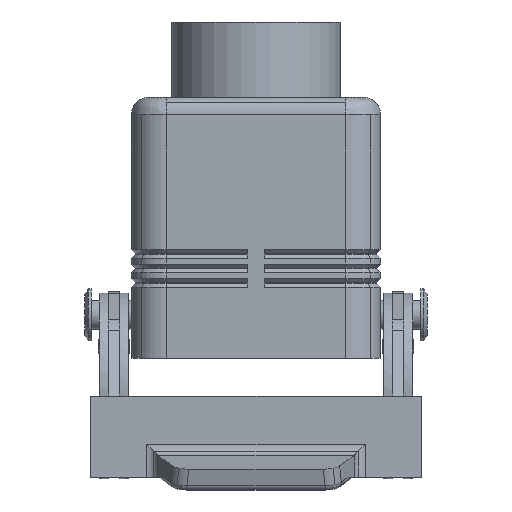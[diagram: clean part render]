
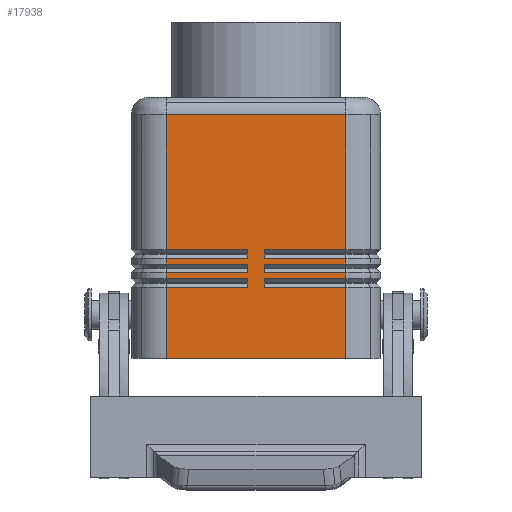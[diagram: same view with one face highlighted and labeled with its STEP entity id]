
A CAD part, left-side view. The second image highlights one B-rep face of the part: STEP entity #17938.
In plain terms, the highlighted planar face has unit normal (-1, 0, 0).
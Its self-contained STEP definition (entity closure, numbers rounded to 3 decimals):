
#1730=CARTESIAN_POINT('',(-36.5,-15.5,12.25));
#1731=VERTEX_POINT('',#1730);
#1958=CARTESIAN_POINT('',(-36.5,-15.5,14.75));
#1959=VERTEX_POINT('',#1958);
#2218=CARTESIAN_POINT('',(-36.5,-15.5,17.25));
#2219=VERTEX_POINT('',#2218);
#2260=CARTESIAN_POINT('',(-36.5,15.5,13.75));
#2261=VERTEX_POINT('',#2260);
#2656=CARTESIAN_POINT('',(-36.5,15.5,16.25));
#2657=VERTEX_POINT('',#2656);
#2840=CARTESIAN_POINT('',(-36.5,15.5,18.75));
#2841=VERTEX_POINT('',#2840);
#15129=CARTESIAN_POINT('',(-36.5,-15.5,42.));
#15130=VERTEX_POINT('',#15129);
#15233=CARTESIAN_POINT('',(-36.5,15.5,42.0));
#15234=VERTEX_POINT('',#15233);
#15242=CARTESIAN_POINT('',(-36.5,15.5,42.0));
#15243=DIRECTION('',(0.0,-1.0,0.0));
#15244=VECTOR('',#15243,31.);
#15245=LINE('',#15242,#15244);
#15246=EDGE_CURVE('',#15234,#15130,#15245,.T.);
#17363=CARTESIAN_POINT('',(-36.5,15.5,17.25));
#17364=VERTEX_POINT('',#17363);
#17371=CARTESIAN_POINT('',(-36.5,1.5,17.25));
#17372=VERTEX_POINT('',#17371);
#17373=CARTESIAN_POINT('',(-36.5,15.5,17.25));
#17374=DIRECTION('',(0.0,-1.0,0.0));
#17375=VECTOR('',#17374,14.);
#17376=LINE('',#17373,#17375);
#17377=EDGE_CURVE('',#17364,#17372,#17376,.T.);
#17601=CARTESIAN_POINT('',(-36.5,1.5,18.75));
#17602=VERTEX_POINT('',#17601);
#17609=CARTESIAN_POINT('',(-36.5,1.5,18.75));
#17610=DIRECTION('',(0.0,1.0,0.0));
#17611=VECTOR('',#17610,14.);
#17612=LINE('',#17609,#17611);
#17613=EDGE_CURVE('',#17602,#2841,#17612,.T.);
#17624=CARTESIAN_POINT('',(-36.5,15.5,14.75));
#17625=VERTEX_POINT('',#17624);
#17657=CARTESIAN_POINT('',(-36.5,1.5,14.75));
#17658=VERTEX_POINT('',#17657);
#17659=CARTESIAN_POINT('',(-36.5,15.5,14.75));
#17660=DIRECTION('',(0.0,-1.0,0.0));
#17661=VECTOR('',#17660,14.);
#17662=LINE('',#17659,#17661);
#17663=EDGE_CURVE('',#17625,#17658,#17662,.T.);
#17753=CARTESIAN_POINT('',(-36.5,0.0,45.0));
#17754=DIRECTION('',(-1.0,0.0,0.0));
#17755=DIRECTION('',(0.0,0.0,1.0));
#17756=AXIS2_PLACEMENT_3D('',#17753,#17754,#17755);
#17757=PLANE('',#17756);
#17758=ORIENTED_EDGE('',*,*,#15246,.F.);
#17759=CARTESIAN_POINT('',(-36.5,15.5,18.75));
#17760=DIRECTION('',(0.0,0.0,1.0));
#17761=VECTOR('',#17760,23.25);
#17762=LINE('',#17759,#17761);
#17763=EDGE_CURVE('',#2841,#15234,#17762,.T.);
#17764=ORIENTED_EDGE('',*,*,#17763,.F.);
#17765=ORIENTED_EDGE('',*,*,#17613,.F.);
#17766=CARTESIAN_POINT('',(-36.5,1.5,17.25));
#17767=DIRECTION('',(0.0,0.0,1.0));
#17768=VECTOR('',#17767,1.5);
#17769=LINE('',#17766,#17768);
#17770=EDGE_CURVE('',#17372,#17602,#17769,.T.);
#17771=ORIENTED_EDGE('',*,*,#17770,.F.);
#17772=ORIENTED_EDGE('',*,*,#17377,.F.);
#17773=CARTESIAN_POINT('',(-36.5,15.5,16.25));
#17774=DIRECTION('',(0.0,0.0,1.0));
#17775=VECTOR('',#17774,1.);
#17776=LINE('',#17773,#17775);
#17777=EDGE_CURVE('',#2657,#17364,#17776,.T.);
#17778=ORIENTED_EDGE('',*,*,#17777,.F.);
#17779=CARTESIAN_POINT('',(-36.5,1.5,16.25));
#17780=VERTEX_POINT('',#17779);
#17781=CARTESIAN_POINT('',(-36.5,1.5,16.25));
#17782=DIRECTION('',(0.0,1.0,0.0));
#17783=VECTOR('',#17782,14.);
#17784=LINE('',#17781,#17783);
#17785=EDGE_CURVE('',#17780,#2657,#17784,.T.);
#17786=ORIENTED_EDGE('',*,*,#17785,.F.);
#17787=CARTESIAN_POINT('',(-36.5,1.5,14.75));
#17788=DIRECTION('',(0.0,0.0,1.0));
#17789=VECTOR('',#17788,1.5);
#17790=LINE('',#17787,#17789);
#17791=EDGE_CURVE('',#17658,#17780,#17790,.T.);
#17792=ORIENTED_EDGE('',*,*,#17791,.F.);
#17793=ORIENTED_EDGE('',*,*,#17663,.F.);
#17794=CARTESIAN_POINT('',(-36.5,15.5,13.75));
#17795=DIRECTION('',(0.0,0.0,1.0));
#17796=VECTOR('',#17795,1.);
#17797=LINE('',#17794,#17796);
#17798=EDGE_CURVE('',#2261,#17625,#17797,.T.);
#17799=ORIENTED_EDGE('',*,*,#17798,.F.);
#17800=CARTESIAN_POINT('',(-36.5,1.5,13.75));
#17801=VERTEX_POINT('',#17800);
#17802=CARTESIAN_POINT('',(-36.5,1.5,13.75));
#17803=DIRECTION('',(0.0,1.0,0.0));
#17804=VECTOR('',#17803,14.);
#17805=LINE('',#17802,#17804);
#17806=EDGE_CURVE('',#17801,#2261,#17805,.T.);
#17807=ORIENTED_EDGE('',*,*,#17806,.F.);
#17808=CARTESIAN_POINT('',(-36.5,1.5,12.25));
#17809=VERTEX_POINT('',#17808);
#17810=CARTESIAN_POINT('',(-36.5,1.5,12.25));
#17811=DIRECTION('',(0.0,0.0,1.0));
#17812=VECTOR('',#17811,1.5);
#17813=LINE('',#17810,#17812);
#17814=EDGE_CURVE('',#17809,#17801,#17813,.T.);
#17815=ORIENTED_EDGE('',*,*,#17814,.F.);
#17816=CARTESIAN_POINT('',(-36.5,15.5,12.25));
#17817=VERTEX_POINT('',#17816);
#17818=CARTESIAN_POINT('',(-36.5,15.5,12.25));
#17819=DIRECTION('',(0.0,-1.0,0.0));
#17820=VECTOR('',#17819,14.);
#17821=LINE('',#17818,#17820);
#17822=EDGE_CURVE('',#17817,#17809,#17821,.T.);
#17823=ORIENTED_EDGE('',*,*,#17822,.F.);
#17824=CARTESIAN_POINT('',(-36.5,15.5,0.0));
#17825=VERTEX_POINT('',#17824);
#17826=CARTESIAN_POINT('',(-36.5,15.5,0.0));
#17827=DIRECTION('',(0.0,0.0,1.0));
#17828=VECTOR('',#17827,12.25);
#17829=LINE('',#17826,#17828);
#17830=EDGE_CURVE('',#17825,#17817,#17829,.T.);
#17831=ORIENTED_EDGE('',*,*,#17830,.F.);
#17832=CARTESIAN_POINT('',(-36.5,-15.5,0.0));
#17833=VERTEX_POINT('',#17832);
#17834=CARTESIAN_POINT('',(-36.5,-15.5,0.0));
#17835=DIRECTION('',(0.0,1.0,0.0));
#17836=VECTOR('',#17835,31.);
#17837=LINE('',#17834,#17836);
#17838=EDGE_CURVE('',#17833,#17825,#17837,.T.);
#17839=ORIENTED_EDGE('',*,*,#17838,.F.);
#17840=CARTESIAN_POINT('',(-36.5,-15.5,12.25));
#17841=DIRECTION('',(0.0,0.0,-1.0));
#17842=VECTOR('',#17841,12.25);
#17843=LINE('',#17840,#17842);
#17844=EDGE_CURVE('',#1731,#17833,#17843,.T.);
#17845=ORIENTED_EDGE('',*,*,#17844,.F.);
#17846=CARTESIAN_POINT('',(-36.5,-1.5,12.25));
#17847=VERTEX_POINT('',#17846);
#17848=CARTESIAN_POINT('',(-36.5,-1.5,12.25));
#17849=DIRECTION('',(0.0,-1.0,0.0));
#17850=VECTOR('',#17849,14.);
#17851=LINE('',#17848,#17850);
#17852=EDGE_CURVE('',#17847,#1731,#17851,.T.);
#17853=ORIENTED_EDGE('',*,*,#17852,.F.);
#17854=CARTESIAN_POINT('',(-36.5,-1.5,13.75));
#17855=VERTEX_POINT('',#17854);
#17856=CARTESIAN_POINT('',(-36.5,-1.5,13.75));
#17857=DIRECTION('',(0.0,0.0,-1.0));
#17858=VECTOR('',#17857,1.5);
#17859=LINE('',#17856,#17858);
#17860=EDGE_CURVE('',#17855,#17847,#17859,.T.);
#17861=ORIENTED_EDGE('',*,*,#17860,.F.);
#17862=CARTESIAN_POINT('',(-36.5,-15.5,13.75));
#17863=VERTEX_POINT('',#17862);
#17864=CARTESIAN_POINT('',(-36.5,-15.5,13.75));
#17865=DIRECTION('',(0.0,1.0,0.0));
#17866=VECTOR('',#17865,14.);
#17867=LINE('',#17864,#17866);
#17868=EDGE_CURVE('',#17863,#17855,#17867,.T.);
#17869=ORIENTED_EDGE('',*,*,#17868,.F.);
#17870=CARTESIAN_POINT('',(-36.5,-15.5,14.75));
#17871=DIRECTION('',(0.0,0.0,-1.0));
#17872=VECTOR('',#17871,1.);
#17873=LINE('',#17870,#17872);
#17874=EDGE_CURVE('',#1959,#17863,#17873,.T.);
#17875=ORIENTED_EDGE('',*,*,#17874,.F.);
#17876=CARTESIAN_POINT('',(-36.5,-1.5,14.75));
#17877=VERTEX_POINT('',#17876);
#17878=CARTESIAN_POINT('',(-36.5,-1.5,14.75));
#17879=DIRECTION('',(0.0,-1.0,0.0));
#17880=VECTOR('',#17879,14.);
#17881=LINE('',#17878,#17880);
#17882=EDGE_CURVE('',#17877,#1959,#17881,.T.);
#17883=ORIENTED_EDGE('',*,*,#17882,.F.);
#17884=CARTESIAN_POINT('',(-36.5,-1.5,16.25));
#17885=VERTEX_POINT('',#17884);
#17886=CARTESIAN_POINT('',(-36.5,-1.5,16.25));
#17887=DIRECTION('',(0.0,0.0,-1.0));
#17888=VECTOR('',#17887,1.5);
#17889=LINE('',#17886,#17888);
#17890=EDGE_CURVE('',#17885,#17877,#17889,.T.);
#17891=ORIENTED_EDGE('',*,*,#17890,.F.);
#17892=CARTESIAN_POINT('',(-36.5,-15.5,16.25));
#17893=VERTEX_POINT('',#17892);
#17894=CARTESIAN_POINT('',(-36.5,-15.5,16.25));
#17895=DIRECTION('',(0.0,1.0,0.0));
#17896=VECTOR('',#17895,14.);
#17897=LINE('',#17894,#17896);
#17898=EDGE_CURVE('',#17893,#17885,#17897,.T.);
#17899=ORIENTED_EDGE('',*,*,#17898,.F.);
#17900=CARTESIAN_POINT('',(-36.5,-15.5,17.25));
#17901=DIRECTION('',(0.0,0.0,-1.0));
#17902=VECTOR('',#17901,1.);
#17903=LINE('',#17900,#17902);
#17904=EDGE_CURVE('',#2219,#17893,#17903,.T.);
#17905=ORIENTED_EDGE('',*,*,#17904,.F.);
#17906=CARTESIAN_POINT('',(-36.5,-1.5,17.25));
#17907=VERTEX_POINT('',#17906);
#17908=CARTESIAN_POINT('',(-36.5,-1.5,17.25));
#17909=DIRECTION('',(0.0,-1.0,0.0));
#17910=VECTOR('',#17909,14.);
#17911=LINE('',#17908,#17910);
#17912=EDGE_CURVE('',#17907,#2219,#17911,.T.);
#17913=ORIENTED_EDGE('',*,*,#17912,.F.);
#17914=CARTESIAN_POINT('',(-36.5,-1.5,18.75));
#17915=VERTEX_POINT('',#17914);
#17916=CARTESIAN_POINT('',(-36.5,-1.5,18.75));
#17917=DIRECTION('',(0.0,0.0,-1.0));
#17918=VECTOR('',#17917,1.5);
#17919=LINE('',#17916,#17918);
#17920=EDGE_CURVE('',#17915,#17907,#17919,.T.);
#17921=ORIENTED_EDGE('',*,*,#17920,.F.);
#17922=CARTESIAN_POINT('',(-36.5,-15.5,18.75));
#17923=VERTEX_POINT('',#17922);
#17924=CARTESIAN_POINT('',(-36.5,-15.5,18.75));
#17925=DIRECTION('',(0.0,1.0,0.0));
#17926=VECTOR('',#17925,14.);
#17927=LINE('',#17924,#17926);
#17928=EDGE_CURVE('',#17923,#17915,#17927,.T.);
#17929=ORIENTED_EDGE('',*,*,#17928,.F.);
#17930=CARTESIAN_POINT('',(-36.5,-15.5,42.));
#17931=DIRECTION('',(0.0,0.0,-1.0));
#17932=VECTOR('',#17931,23.25);
#17933=LINE('',#17930,#17932);
#17934=EDGE_CURVE('',#15130,#17923,#17933,.T.);
#17935=ORIENTED_EDGE('',*,*,#17934,.F.);
#17936=EDGE_LOOP('',(#17758,#17764,#17765,#17771,#17772,#17778,#17786,#17792,#17793,#17799,#17807,#17815,#17823,#17831,#17839,#17845,#17853,#17861,#17869,#17875,#17883,#17891,#17899,#17905,#17913,#17921,#17929,#17935));
#17937=FACE_OUTER_BOUND('',#17936,.T.);
#17938=ADVANCED_FACE('',(#17937),#17757,.T.);
